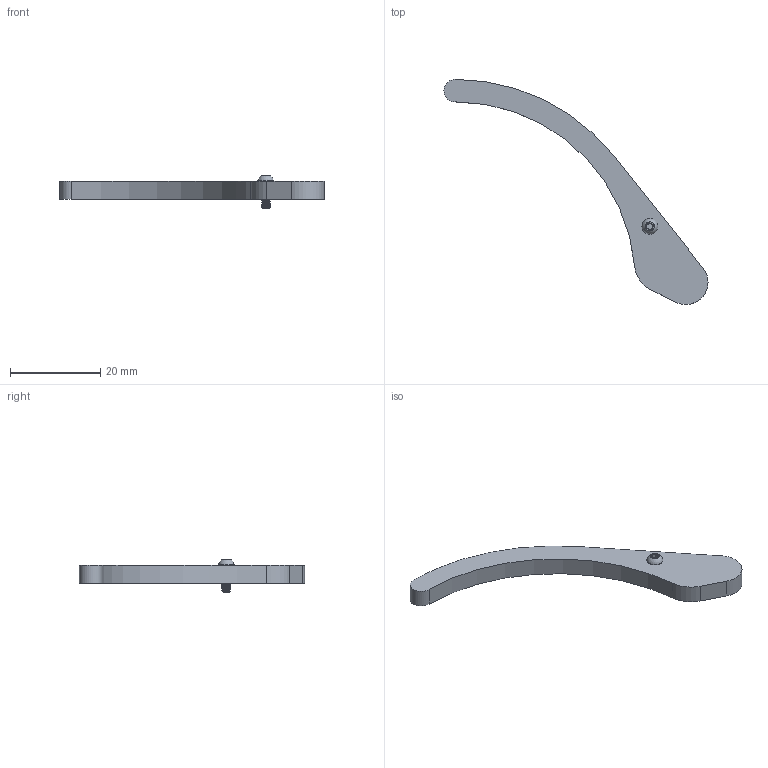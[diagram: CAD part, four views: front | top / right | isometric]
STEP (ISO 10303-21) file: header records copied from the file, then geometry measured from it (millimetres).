
FILE_DESCRIPTION(/* description */ (''),/* implementation_level */ '2;1');
FILE_NAME(/* name */ 'servo_lever.step',/* time_stamp */ '2020-10-14T08:14:13+02:00',/* author */ (''),/* organization */ (''),/* preprocessor_version */ 'ST-DEVELOPER v18.1',/* originating_system */ 'Autodesk Translation Framework v9.3.0.1241',/* authorisation */ '');
FILE_SCHEMA (('AUTOMOTIVE_DESIGN { 1 0 10303 214 3 1 1 }'));
Length unit declared in the file: millimetre
Products named in the file (2): Hebel; 92095A453
Assembly tree (1 placements, depth 2):
  Hebel
    92095A453
Bounding box: 58.65 x 50 x 7.3 mm (x, y, z)
Volume: 1760.4 mm3; surface area: 1920.5 mm2
Topology: 2 solids, 2 shells, 67 faces, 166 edges, 107 vertices
Faces by surface type: cylinder 40, plane 17, cone 7, bspline 2, sphere 1
Full cylindrical faces by diameter (mm): 1.48 x15, 2 x13, 2.5 x1, 3.5 x1
Entity records: 4074 total; most frequent: CARTESIAN_POINT 2578, ORIENTED_EDGE 332, DIRECTION 261, EDGE_CURVE 166, VERTEX_POINT 107, AXIS2_PLACEMENT_3D 99, EDGE_LOOP 73, FACE_OUTER_BOUND 67
